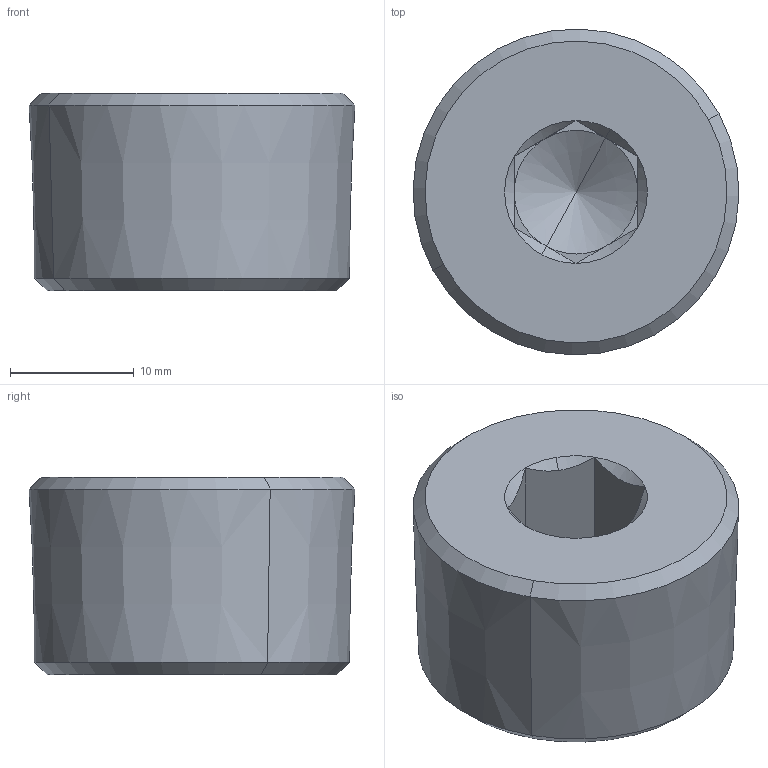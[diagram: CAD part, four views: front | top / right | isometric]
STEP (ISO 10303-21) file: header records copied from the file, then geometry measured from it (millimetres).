
FILE_DESCRIPTION(('CATIA V5 STEP Exchange','CAx-IF Rec.Pracs.--- Model Styling and Organization---1.4--- 2014-01-23'),'2;1');
FILE_NAME ('148582-1_0_1188770000_1188770000.stp','2023-01-04T07:19:12+00:00',('none'),('Weidmueller'),'CATIA Version 5-6 Release 2016 SP3 HF44','CATIA V5 STEP AP214','none');
FILE_SCHEMA(('AUTOMOTIVE_DESIGN { 1 0 10303 214 1 1 1 1 }'));
Length unit declared in the file: millimetre
Products named in the file (1): VPS NPT3/4-Ex W
Bounding box: 26.35 x 26.35 x 16 mm (x, y, z)
Volume: 7419.2 mm3; surface area: 2610 mm2
Topology: 1 solids, 1 shells, 30 faces, 62 edges, 33 vertices
Faces by surface type: cone 16, plane 14
Entity records: 785 total; most frequent: CARTESIAN_POINT 231, ORIENTED_EDGE 120, DIRECTION 80, EDGE_CURVE 60, AXIS2_PLACEMENT_3D 37, VERTEX_POINT 33, EDGE_LOOP 31, ADVANCED_FACE 30
